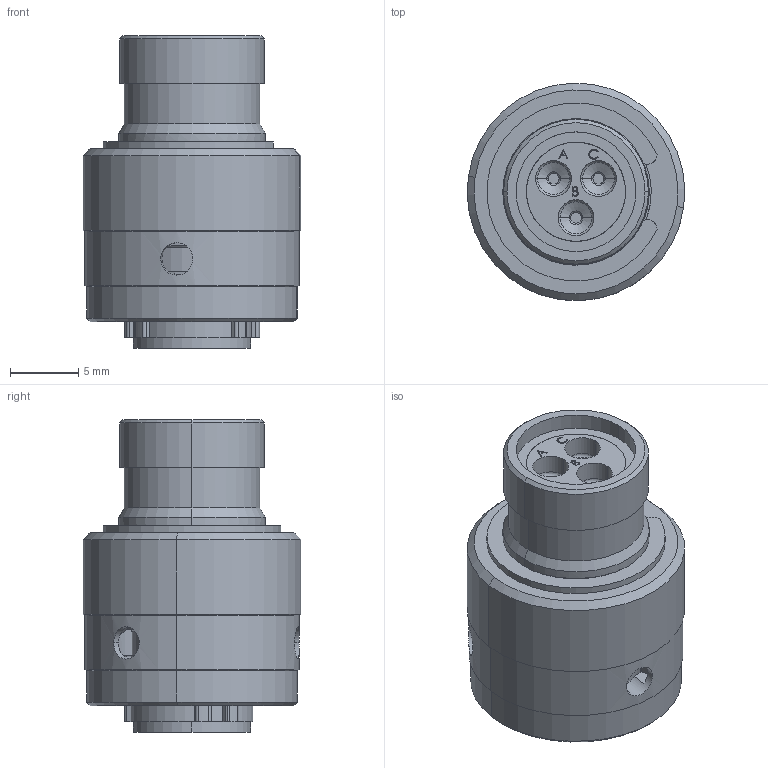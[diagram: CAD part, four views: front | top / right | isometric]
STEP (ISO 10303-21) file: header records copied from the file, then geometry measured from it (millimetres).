
FILE_DESCRIPTION (( 'STEP AP214' ), '1' );
FILE_NAME ('AS607-98PB.STEP', '2017-09-15T08:01:59', ( '' ), ( '' ), 'SwSTEP 2.0', 'SolidWorks 2015', '' );
FILE_SCHEMA (( 'AUTOMOTIVE_DESIGN' ));
Length unit declared in the file: inch
Products named in the file (1): AS607-98PB
Bounding box: 15.99 x 15.99 x 23 mm (x, y, z)
Volume: 2244.9 mm3; surface area: 3293.2 mm2
Topology: 1 solids, 13 shells, 605 faces, 1407 edges, 883 vertices
Faces by surface type: cylinder 188, plane 171, torus 106, cone 86, bspline 48, sphere 6
Entity records: 31090 total; most frequent: CARTESIAN_POINT 9797, DIRECTION 2962, ORIENTED_EDGE 2768, EDGE_CURVE 1384, AXIS2_PLACEMENT_3D 1230, VERTEX_POINT 872, EDGE_LOOP 684, CIRCLE 676
